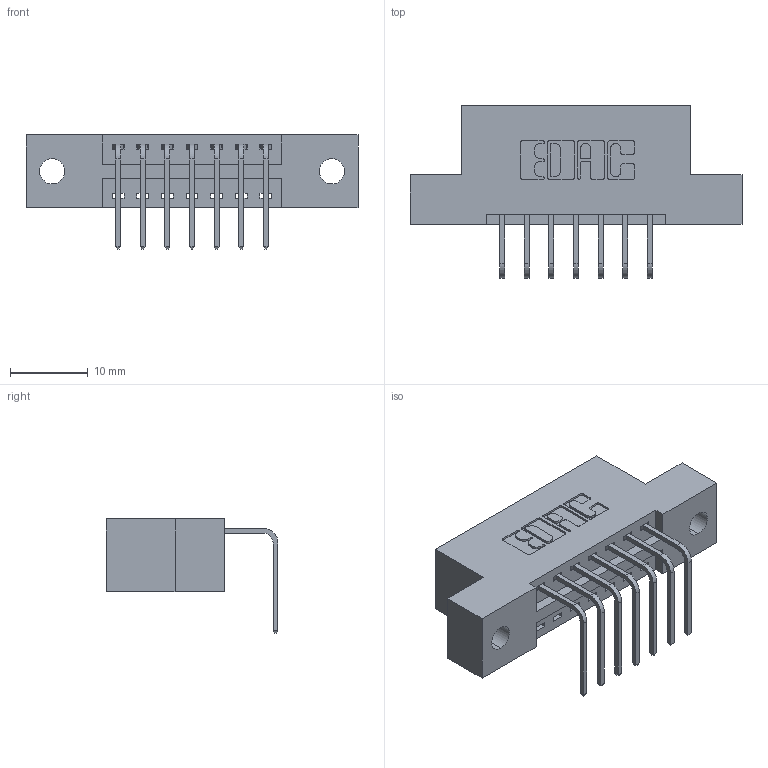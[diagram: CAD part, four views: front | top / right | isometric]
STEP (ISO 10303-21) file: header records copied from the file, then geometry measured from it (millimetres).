
FILE_DESCRIPTION (( 'STEP AP203' ), '1' );
FILE_NAME ('346-007-558-102.STEP', '2022-05-04T20:15:57', ( '' ), ( '' ), 'SwSTEP 2.0', 'SolidWorks 2020', '' );
FILE_SCHEMA (( 'CONFIG_CONTROL_DESIGN' ));
Length unit declared in the file: inch
Products named in the file (3): 345-292-001_558 Tail - 2; 346-007-558-102; 346 Part_Flush Mounting Lugs - 0.128 Dia
Assembly tree (8 placements, depth 2):
  346-007-558-102
    346 Part_Flush Mounting Lugs - 0.128 Dia
    345-292-001_558 Tail - 2  x7
Bounding box: 42.8 x 22.16 x 14.73 mm (x, y, z)
Volume: 3842.3 mm3; surface area: 4292.6 mm2
Topology: 8 solids, 8 shells, 542 faces, 1603 edges, 1058 vertices
Faces by surface type: plane 370, cylinder 172
Entity records: 9143 total; most frequent: CARTESIAN_POINT 1585, ORIENTED_EDGE 1526, DIRECTION 1441, EDGE_CURVE 763, VECTOR 603, LINE 603, VERTEX_POINT 506, AXIS2_PLACEMENT_3D 419
